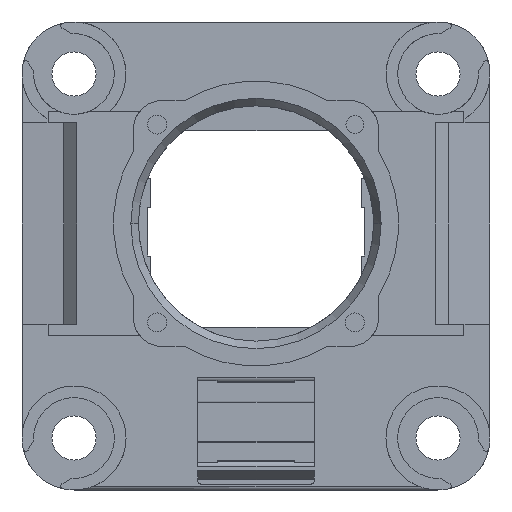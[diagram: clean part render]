
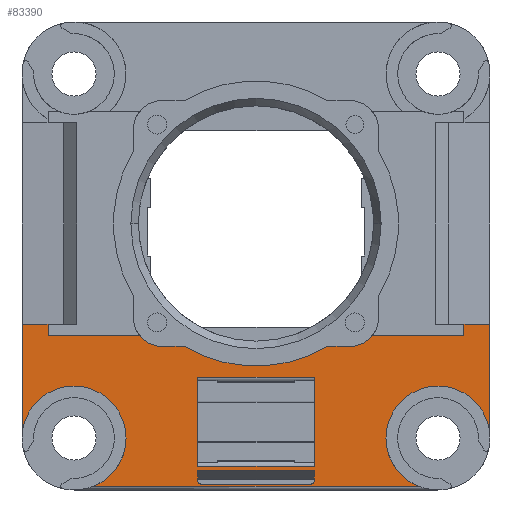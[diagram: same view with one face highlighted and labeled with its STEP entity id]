
A CAD part, front view. The second image highlights one B-rep face of the part: STEP entity #83390.
In plain terms, the highlighted face is planar.
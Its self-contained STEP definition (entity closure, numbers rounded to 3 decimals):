
#210=CARTESIAN_POINT('',(5.534,-9.385,16.97));
#220=VERTEX_POINT('',#210);
#250=CARTESIAN_POINT('',(0.,0.075,16.97)
);
#260=DIRECTION('',(0.,0.,1.));
#270=DIRECTION('',(1.,0.,0.));
#280=AXIS2_PLACEMENT_3D('',#250,#260,#270);
#290=CIRCLE('',#280,10.96);
#300=CARTESIAN_POINT('',(-5.534,-9.385,16.97));
#310=VERTEX_POINT('',#300);
#320=EDGE_CURVE('',#310,#220,#290,.T.);
#9070=CARTESIAN_POINT('',(7.16,-9.385,16.97));
#9080=VERTEX_POINT('',#9070);
#9110=CARTESIAN_POINT('',(0.,-9.385,16.97));
#9120=DIRECTION('',(-1.,0.,0.));
#9130=VECTOR('',#9120,1.);
#9140=LINE('',#9110,#9130);
#9150=EDGE_CURVE('',#9080,#220,#9140,.T.);
#11660=CARTESIAN_POINT('',(8.953,-8.525,16.97));
#11670=VERTEX_POINT('',#11660);
#11700=CARTESIAN_POINT('',(7.16,-7.085,16.97));
#11710=DIRECTION('',(0.,0.,-1.));
#11720=DIRECTION('',(-1.,0.,0.));
#11730=AXIS2_PLACEMENT_3D('',#11700,#11710,#11720);
#11740=CIRCLE('',#11730,2.3);
#11750=EDGE_CURVE('',#11670,#9080,#11740,.T.);
#17040=CARTESIAN_POINT('',(18.,-7.675,16.97));
#17050=VERTEX_POINT('',#17040);
#17080=CARTESIAN_POINT('',(0.,-7.675,16.97));
#17090=DIRECTION('',(1.,0.,0.));
#17100=VECTOR('',#17090,1.);
#17110=LINE('',#17080,#17100);
#17120=CARTESIAN_POINT('',(16.,-7.675,16.97));
#17130=VERTEX_POINT('',#17120);
#17140=EDGE_CURVE('',#17130,#17050,#17110,.T.);
#18870=CARTESIAN_POINT('',(16.,10.877,16.97));
#18880=DIRECTION('',(0.,1.,0.));
#18890=VECTOR('',#18880,1.);
#18900=LINE('',#18870,#18890);
#18910=CARTESIAN_POINT('',(16.,-8.525,16.97));
#18920=VERTEX_POINT('',#18910);
#18930=EDGE_CURVE('',#18920,#17130,#18900,.T.);
#22830=CARTESIAN_POINT('',(-16.,-8.525,16.97));
#22840=VERTEX_POINT('',#22830);
#22870=CARTESIAN_POINT('',(-16.,10.877,16.97));
#22880=DIRECTION('',(0.,-1.,0.));
#22890=VECTOR('',#22880,1.);
#22900=LINE('',#22870,#22890);
#22910=CARTESIAN_POINT('',(-16.,-7.675,16.97));
#22920=VERTEX_POINT('',#22910);
#22930=EDGE_CURVE('',#22920,#22840,#22900,.T.);
#24330=CARTESIAN_POINT('',(18.,-16.425,16.97));
#24340=VERTEX_POINT('',#24330);
#24980=CARTESIAN_POINT('',(12.48,-20.125,16.97));
#24990=VERTEX_POINT('',#24980);
#25020=CARTESIAN_POINT('',(14.,-16.425,16.97));
#25030=DIRECTION('',(0.,0.,-1.));
#25040=DIRECTION('',(-1.,0.,0.));
#25050=AXIS2_PLACEMENT_3D('',#25020,#25030,#25040);
#25060=CIRCLE('',#25050,4.);
#25070=CARTESIAN_POINT('',(10.,-16.425,16.97));
#25080=VERTEX_POINT('',#25070);
#25090=EDGE_CURVE('',#24990,#25080,#25060,.T.);
#26350=CARTESIAN_POINT('',(-18.,-16.425,16.97));
#26360=VERTEX_POINT('',#26350);
#26740=CARTESIAN_POINT('',(-10.,-16.425,16.97));
#26750=VERTEX_POINT('',#26740);
#26780=CARTESIAN_POINT('',(-14.,-16.425,16.97));
#26790=DIRECTION('',(0.,0.,1.));
#26800=DIRECTION('',(1.,0.,0.));
#26810=AXIS2_PLACEMENT_3D('',#26780,#26790,#26800);
#26820=CIRCLE('',#26810,4.);
#26830=CARTESIAN_POINT('',(-12.48,-20.125,16.97));
#26840=VERTEX_POINT('',#26830);
#26850=EDGE_CURVE('',#26840,#26750,#26820,.T.);
#28400=EDGE_CURVE('',#26750,#26360,#26820,.T.);
#28650=EDGE_CURVE('',#25080,#24340,#25060,.T.);
#29430=CARTESIAN_POINT('',(-7.16,-9.385,16.97));
#29440=VERTEX_POINT('',#29430);
#29470=CARTESIAN_POINT('',(-7.16,-7.085,16.97));
#29480=DIRECTION('',(0.,0.,1.));
#29490=DIRECTION('',(1.,0.,0.));
#29500=AXIS2_PLACEMENT_3D('',#29470,#29480,#29490);
#29510=CIRCLE('',#29500,2.3);
#29520=CARTESIAN_POINT('',(-8.953,-8.525,16.97));
#29530=VERTEX_POINT('',#29520);
#29540=EDGE_CURVE('',#29530,#29440,#29510,.T.);
#30730=CARTESIAN_POINT('',(0.,-9.385,16.97));
#30740=DIRECTION('',(1.,0.,0.));
#30750=VECTOR('',#30740,1.);
#30760=LINE('',#30730,#30750);
#30770=EDGE_CURVE('',#29440,#310,#30760,.T.);
#32090=CARTESIAN_POINT('',(-6.088,-8.525,16.97));
#32100=DIRECTION('',(1.,0.,0.));
#32110=VECTOR('',#32100,1.);
#32120=LINE('',#32090,#32110);
#32130=EDGE_CURVE('',#11670,#18920,#32120,.T.);
#59820=CARTESIAN_POINT('',(18.,0.,16.97));
#59830=DIRECTION('',(0.,-1.,0.));
#59840=VECTOR('',#59830,1.);
#59850=LINE('',#59820,#59840);
#59860=EDGE_CURVE('',#17050,#24340,#59850,.T.);
#61840=CARTESIAN_POINT('',(-4.5,-18.602,16.97));
#61850=VERTEX_POINT('',#61840);
#61880=CARTESIAN_POINT('',(-4.5,10.877,16.97));
#61890=DIRECTION('',(0.,1.,0.));
#61900=VECTOR('',#61890,1.);
#61910=LINE('',#61880,#61900);
#61920=CARTESIAN_POINT('',(-4.5,-11.748,16.97));
#61930=VERTEX_POINT('',#61920);
#61940=EDGE_CURVE('',#61850,#61930,#61910,.T.);
#62700=CARTESIAN_POINT('',(9.5,-11.748,
16.97));
#62710=DIRECTION('',(-1.,0.,0.));
#62720=VECTOR('',#62710,1.);
#62730=LINE('',#62700,#62720);
#62740=CARTESIAN_POINT('',(4.5,-11.748,16.97));
#62750=VERTEX_POINT('',#62740);
#62760=EDGE_CURVE('',#62750,#61930,#62730,.T.);
#70010=CARTESIAN_POINT('',(-6.088,-8.525,16.97));
#70020=DIRECTION('',(1.,0.,0.));
#70030=VECTOR('',#70020,1.);
#70040=LINE('',#70010,#70030);
#70050=EDGE_CURVE('',#22840,#29530,#70040,.T.);
#70850=CARTESIAN_POINT('',(-6.088,-19.975,16.97));
#70860=DIRECTION('',(-1.,0.,0.));
#70870=VECTOR('',#70860,1.);
#70880=LINE('',#70850,#70870);
#70890=CARTESIAN_POINT('',(4.2,-19.975,16.97));
#70900=VERTEX_POINT('',#70890);
#70910=CARTESIAN_POINT('',(-4.2,-19.975,16.97));
#70920=VERTEX_POINT('',#70910);
#70930=EDGE_CURVE('',#70900,#70920,#70880,.T.);
#71660=CARTESIAN_POINT('',(4.5,0.,16.97));
#71670=DIRECTION('',(0.,1.,0.));
#71680=VECTOR('',#71670,1.);
#71690=LINE('',#71660,#71680);
#71700=CARTESIAN_POINT('',(4.5,-19.675,16.97));
#71710=VERTEX_POINT('',#71700);
#71720=CARTESIAN_POINT('',(4.5,-18.925,16.97));
#71730=VERTEX_POINT('',#71720);
#71740=EDGE_CURVE('',#71710,#71730,#71690,.T.);
#72890=CARTESIAN_POINT('',(-4.5,-18.925,16.97));
#72900=VERTEX_POINT('',#72890);
#73070=CARTESIAN_POINT('',(-4.5,-19.675,16.97));
#73080=VERTEX_POINT('',#73070);
#73110=CARTESIAN_POINT('',(-4.5,0.,16.97));
#73120=DIRECTION('',(0.,1.,0.));
#73130=VECTOR('',#73120,1.);
#73140=LINE('',#73110,#73130);
#73150=EDGE_CURVE('',#73080,#72900,#73140,.T.);
#74010=CARTESIAN_POINT('',(9.5,-18.602,
16.97));
#74020=DIRECTION('',(-1.,0.,0.));
#74030=VECTOR('',#74020,1.);
#74040=LINE('',#74010,#74030);
#74050=CARTESIAN_POINT('',(4.5,-18.602,16.97));
#74060=VERTEX_POINT('',#74050);
#74070=EDGE_CURVE('',#74060,#61850,#74040,.T.);
#74640=CARTESIAN_POINT('',(4.5,10.877,16.97));
#74650=DIRECTION('',(0.,-1.,0.));
#74660=VECTOR('',#74650,1.);
#74670=LINE('',#74640,#74660);
#74680=EDGE_CURVE('',#62750,#74060,#74670,.T.);
#75790=CARTESIAN_POINT('',(0.,-7.675,16.97));
#75800=DIRECTION('',(-1.,0.,0.));
#75810=VECTOR('',#75800,1.);
#75820=LINE('',#75790,#75810);
#75830=CARTESIAN_POINT('',(-18.,-7.675,16.97));
#75840=VERTEX_POINT('',#75830);
#75850=EDGE_CURVE('',#22920,#75840,#75820,.T.);
#76300=CARTESIAN_POINT('',(4.2,-19.675,16.97));
#76310=DIRECTION('',(0.,0.,1.));
#76320=DIRECTION('',(1.,0.,0.));
#76330=AXIS2_PLACEMENT_3D('',#76300,#76310,#76320);
#76340=CIRCLE('',#76330,0.3);
#76350=EDGE_CURVE('',#70900,#71710,#76340,.T.);
#77490=CARTESIAN_POINT('',(-18.,0.,16.97));
#77500=DIRECTION('',(0.,1.,0.));
#77510=VECTOR('',#77500,1.);
#77520=LINE('',#77490,#77510);
#77530=EDGE_CURVE('',#26360,#75840,#77520,.T.);
#78480=CARTESIAN_POINT('',(-4.2,-19.675,16.97));
#78490=DIRECTION('',(0.,0.,1.));
#78500=DIRECTION('',(1.,0.,0.));
#78510=AXIS2_PLACEMENT_3D('',#78480,#78490,#78500);
#78520=CIRCLE('',#78510,0.3);
#78530=EDGE_CURVE('',#73080,#70920,#78520,.T.);
#79180=CARTESIAN_POINT('',(0.,-18.925,16.97));
#79190=DIRECTION('',(-1.,0.,0.));
#79200=VECTOR('',#79190,1.);
#79210=LINE('',#79180,#79200);
#79220=EDGE_CURVE('',#71730,#72900,#79210,.T.);
#82950=CARTESIAN_POINT('',(11.638,14.117,16.97));
#82960=DIRECTION('',(0.,0.,1.));
#82970=DIRECTION('',(-1.,0.,0.));
#82980=AXIS2_PLACEMENT_3D('',#82950,#82960,#82970);
#82990=PLANE('',#82980);
#83000=ORIENTED_EDGE('',*,*,#74680,.T.);
#83010=ORIENTED_EDGE('',*,*,#62760,.F.);
#83020=ORIENTED_EDGE('',*,*,#61940,.T.);
#83030=ORIENTED_EDGE('',*,*,#74070,.T.);
#83040=EDGE_LOOP('',(#83030,#83020,#83010,#83000));
#83050=FACE_BOUND('',#83040,.T.);
#83060=ORIENTED_EDGE('',*,*,#79220,.F.);
#83070=ORIENTED_EDGE('',*,*,#73150,.T.);
#83080=ORIENTED_EDGE('',*,*,#78530,.F.);
#83090=ORIENTED_EDGE('',*,*,#70930,.T.);
#83100=ORIENTED_EDGE('',*,*,#76350,.F.);
#83110=ORIENTED_EDGE('',*,*,#71740,.F.);
#83120=EDGE_LOOP('',(#83110,#83100,#83090,#83080,#83070,#83060));
#83130=FACE_BOUND('',#83120,.T.);
#83140=ORIENTED_EDGE('',*,*,#25090,.T.);
#83150=CARTESIAN_POINT('',(-6.088,-20.125,16.97));
#83160=DIRECTION('',(1.,0.,0.));
#83170=VECTOR('',#83160,1.);
#83180=LINE('',#83150,#83170);
#83190=EDGE_CURVE('',#26840,#24990,#83180,.T.);
#83200=ORIENTED_EDGE('',*,*,#83190,.T.);
#83210=ORIENTED_EDGE('',*,*,#26850,.F.);
#83220=ORIENTED_EDGE('',*,*,#28400,.F.);
#83230=ORIENTED_EDGE('',*,*,#77530,.F.);
#83240=ORIENTED_EDGE('',*,*,#75850,.T.);
#83250=ORIENTED_EDGE('',*,*,#22930,.F.);
#83260=ORIENTED_EDGE('',*,*,#70050,.F.);
#83270=ORIENTED_EDGE('',*,*,#29540,.F.);
#83280=ORIENTED_EDGE('',*,*,#30770,.F.);
#83290=ORIENTED_EDGE('',*,*,#320,.F.);
#83300=ORIENTED_EDGE('',*,*,#9150,.T.);
#83310=ORIENTED_EDGE('',*,*,#11750,.T.);
#83320=ORIENTED_EDGE('',*,*,#32130,.F.);
#83330=ORIENTED_EDGE('',*,*,#18930,.F.);
#83340=ORIENTED_EDGE('',*,*,#17140,.F.);
#83350=ORIENTED_EDGE('',*,*,#59860,.F.);
#83360=ORIENTED_EDGE('',*,*,#28650,.T.);
#83370=EDGE_LOOP('',(#83360,#83350,#83340,#83330,#83320,#83310,#83300,
#83290,#83280,#83270,#83260,#83250,#83240,#83230,#83220,#83210,#83200,
#83140));
#83380=FACE_OUTER_BOUND('',#83370,.T.);
#83390=ADVANCED_FACE('',(#83050,#83130,#83380),#82990,.T.);
